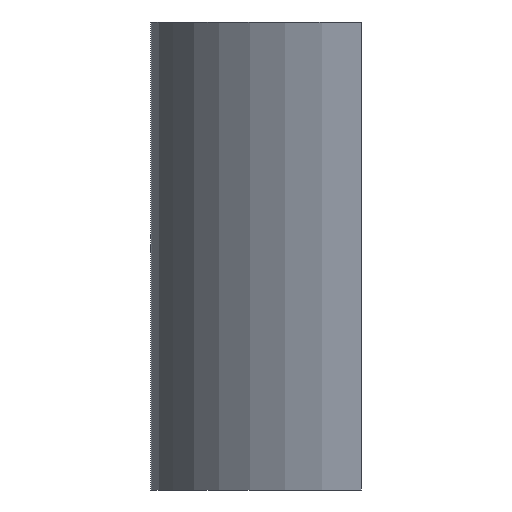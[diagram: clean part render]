
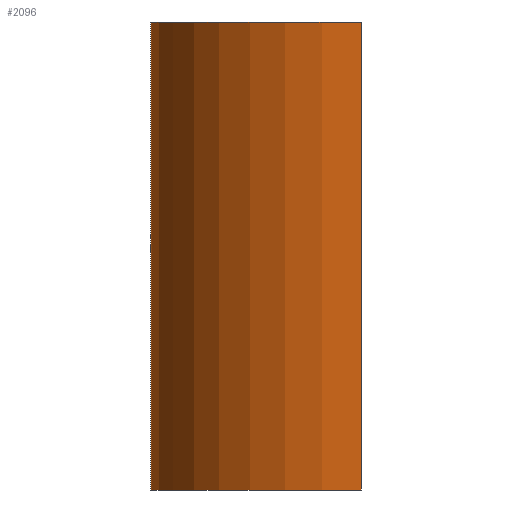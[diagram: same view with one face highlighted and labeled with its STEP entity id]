
A CAD part, left-side view. The second image highlights one B-rep face of the part: STEP entity #2096.
In plain terms, the highlighted cylindrical face has radius 10 mm (diameter 20 mm), a partial arc.
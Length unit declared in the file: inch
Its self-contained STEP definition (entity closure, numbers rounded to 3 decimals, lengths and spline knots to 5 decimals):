
#9 = DIRECTION ( 'NONE',  ( 0., 0., -1. ) ) ;
#171 = ORIENTED_EDGE ( 'NONE', *, *, #1428, .F. ) ;
#224 = AXIS2_PLACEMENT_3D ( 'NONE', #410, #998, #943 ) ;
#291 = CYLINDRICAL_SURFACE ( 'NONE', #224, 0.3937 ) ;
#406 = DIRECTION ( 'NONE',  ( 0., 0., -1. ) ) ;
#410 = CARTESIAN_POINT ( 'NONE',  ( -1.10236, 0.23218, 0.3937 ) ) ;
#443 = AXIS2_PLACEMENT_3D ( 'NONE', #1933, #1051, #2131 ) ;
#450 = ORIENTED_EDGE ( 'NONE', *, *, #2020, .T. ) ;
#452 = VERTEX_POINT ( 'NONE', #1234 ) ;
#541 = CARTESIAN_POINT ( 'NONE',  ( -1.49417, 0.27072, 0.3937 ) ) ;
#715 = LINE ( 'NONE', #1590, #2103 ) ;
#793 = EDGE_CURVE ( 'NONE', #1701, #1979, #715, .T. ) ;
#927 = CIRCLE ( 'NONE', #443, 0.3937 ) ;
#943 = DIRECTION ( 'NONE',  ( -1., 0., 0. ) ) ;
#955 = VERTEX_POINT ( 'NONE', #1973 ) ;
#998 = DIRECTION ( 'NONE',  ( 0., 0., -1. ) ) ;
#1039 = CIRCLE ( 'NONE', #1371, 0.3937 ) ;
#1051 = DIRECTION ( 'NONE',  ( 0., 0., -1. ) ) ;
#1096 = DIRECTION ( 'NONE',  ( -1., 0., 0. ) ) ;
#1120 = ORIENTED_EDGE ( 'NONE', *, *, #793, .T. ) ;
#1157 = ORIENTED_EDGE ( 'NONE', *, *, #2280, .T. ) ;
#1162 = CARTESIAN_POINT ( 'NONE',  ( -1.07677, 0.62505, 0.3937 ) ) ;
#1234 = CARTESIAN_POINT ( 'NONE',  ( -1.49417, 0.27072, 0.3937 ) ) ;
#1371 = AXIS2_PLACEMENT_3D ( 'NONE', #1435, #406, #1096 ) ;
#1428 = EDGE_CURVE ( 'NONE', #955, #1979, #1039, .T. ) ;
#1435 = CARTESIAN_POINT ( 'NONE',  ( -1.10236, 0.23218, -0.3937 ) ) ;
#1443 = VECTOR ( 'NONE', #2139, 39.37008 ) ;
#1590 = CARTESIAN_POINT ( 'NONE',  ( -1.07677, 0.62505, 0.3937 ) ) ;
#1701 = VERTEX_POINT ( 'NONE', #1162 ) ;
#1875 = FACE_OUTER_BOUND ( 'NONE', #1947, .T. ) ;
#1933 = CARTESIAN_POINT ( 'NONE',  ( -1.10236, 0.23218, 0.3937 ) ) ;
#1942 = CARTESIAN_POINT ( 'NONE',  ( -1.07677, 0.62505, -0.3937 ) ) ;
#1947 = EDGE_LOOP ( 'NONE', ( #450, #1120, #171, #1157 ) ) ;
#1973 = CARTESIAN_POINT ( 'NONE',  ( -1.49417, 0.27072, -0.3937 ) ) ;
#1979 = VERTEX_POINT ( 'NONE', #1942 ) ;
#2020 = EDGE_CURVE ( 'NONE', #452, #1701, #927, .T. ) ;
#2096 = ADVANCED_FACE ( 'NONE', ( #1875 ), #291, .T. ) ;
#2103 = VECTOR ( 'NONE', #9, 39.37008 ) ;
#2126 = LINE ( 'NONE', #541, #1443 ) ;
#2131 = DIRECTION ( 'NONE',  ( -1., 0., 0. ) ) ;
#2139 = DIRECTION ( 'NONE',  ( 0., 0., 1. ) ) ;
#2280 = EDGE_CURVE ( 'NONE', #955, #452, #2126, .T. ) ;
